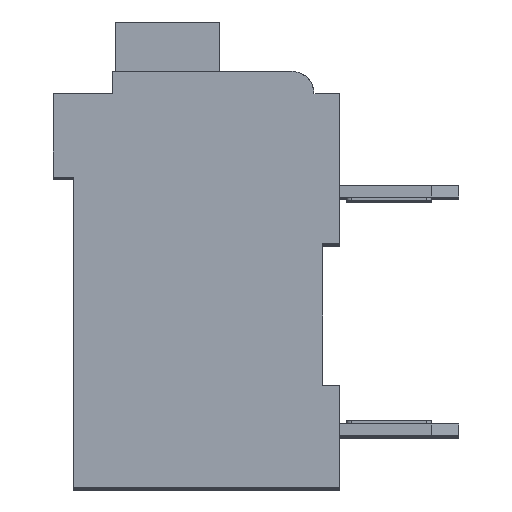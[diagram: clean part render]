
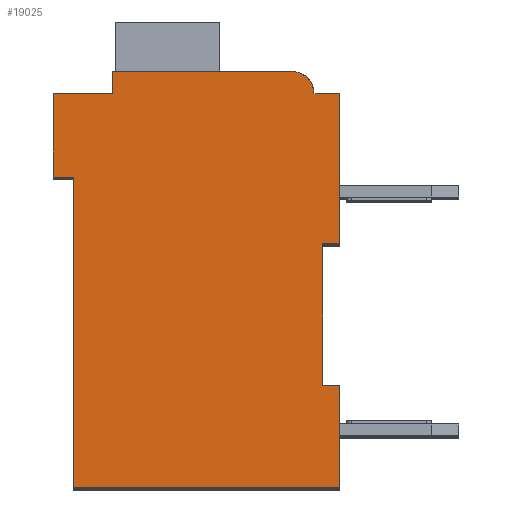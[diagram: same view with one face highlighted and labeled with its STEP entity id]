
A CAD part, top view. The second image highlights one B-rep face of the part: STEP entity #19025.
In plain terms, the highlighted planar face has unit normal (0, 0, 1).
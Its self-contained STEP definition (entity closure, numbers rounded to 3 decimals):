
#5810=DIRECTION('',(1.,0.,0.));
#5811=VECTOR('',#5810,0.5);
#5812=CARTESIAN_POINT('',(7.3,7.15,2.1));
#5813=LINE('',#5812,#5811);
#5814=DIRECTION('',(0.,1.,0.));
#5815=VECTOR('',#5814,4.15);
#5816=CARTESIAN_POINT('',(7.3,3.,2.1));
#5817=LINE('',#5816,#5815);
#5818=DIRECTION('',(-1.,0.,0.));
#5819=VECTOR('',#5818,0.5);
#5820=CARTESIAN_POINT('',(7.8,3.,2.1));
#5821=LINE('',#5820,#5819);
#5822=DIRECTION('',(0.,1.,0.));
#5823=VECTOR('',#5822,3.);
#5824=CARTESIAN_POINT('',(7.8,0.,2.1));
#5825=LINE('',#5824,#5823);
#5826=DIRECTION('',(1.,0.,0.));
#5827=VECTOR('',#5826,7.8);
#5828=CARTESIAN_POINT('',(0.,0.,2.1));
#5829=LINE('',#5828,#5827);
#5830=DIRECTION('',(0.,-1.,0.));
#5831=VECTOR('',#5830,9.1);
#5832=CARTESIAN_POINT('',(0.,9.1,2.1));
#5833=LINE('',#5832,#5831);
#5834=DIRECTION('',(1.,0.,0.));
#5835=VECTOR('',#5834,0.6);
#5836=CARTESIAN_POINT('',(-0.6,9.1,2.1));
#5837=LINE('',#5836,#5835);
#5838=DIRECTION('',(0.,-1.,0.));
#5839=VECTOR('',#5838,2.45);
#5840=CARTESIAN_POINT('',(-0.6,11.55,2.1));
#5841=LINE('',#5840,#5839);
#5842=DIRECTION('',(-1.,0.,0.));
#5843=VECTOR('',#5842,1.75);
#5844=CARTESIAN_POINT('',(1.15,11.55,2.1));
#5845=LINE('',#5844,#5843);
#5846=DIRECTION('',(0.,-1.,0.));
#5847=VECTOR('',#5846,0.65);
#5848=CARTESIAN_POINT('',(1.15,12.2,2.1));
#5849=LINE('',#5848,#5847);
#5850=DIRECTION('',(-1.,0.,0.));
#5851=VECTOR('',#5850,5.25);
#5852=CARTESIAN_POINT('',(6.4,12.2,2.1));
#5853=LINE('',#5852,#5851);
#5854=CARTESIAN_POINT('',(6.4,11.55,2.1));
#5855=DIRECTION('',(0.,0.,1.));
#5856=DIRECTION('',(1.,0.,0.));
#5857=AXIS2_PLACEMENT_3D('',#5854,#5855,#5856);
#5859=DIRECTION('',(-1.,0.,0.));
#5860=VECTOR('',#5859,0.75);
#5861=CARTESIAN_POINT('',(7.8,11.55,2.1));
#5862=LINE('',#5861,#5860);
#5863=DIRECTION('',(0.,1.,0.));
#5864=VECTOR('',#5863,4.4);
#5865=CARTESIAN_POINT('',(7.8,7.15,2.1));
#5866=LINE('',#5865,#5864);
#9209=CARTESIAN_POINT('',(7.3,7.15,2.1));
#9210=CARTESIAN_POINT('',(7.8,7.15,2.1));
#9211=VERTEX_POINT('',#9209);
#9212=VERTEX_POINT('',#9210);
#9213=CARTESIAN_POINT('',(7.8,11.55,2.1));
#9214=VERTEX_POINT('',#9213);
#9215=CARTESIAN_POINT('',(7.05,11.55,2.1));
#9216=VERTEX_POINT('',#9215);
#9217=CARTESIAN_POINT('',(6.4,12.2,2.1));
#9218=VERTEX_POINT('',#9217);
#9219=CARTESIAN_POINT('',(1.15,12.2,2.1));
#9220=VERTEX_POINT('',#9219);
#9221=CARTESIAN_POINT('',(1.15,11.55,2.1));
#9222=VERTEX_POINT('',#9221);
#9223=CARTESIAN_POINT('',(-0.6,11.55,2.1));
#9224=VERTEX_POINT('',#9223);
#9225=CARTESIAN_POINT('',(-0.6,9.1,2.1));
#9226=VERTEX_POINT('',#9225);
#9227=CARTESIAN_POINT('',(0.,9.1,2.1));
#9228=VERTEX_POINT('',#9227);
#9229=CARTESIAN_POINT('',(0.,0.,2.1));
#9230=VERTEX_POINT('',#9229);
#9231=CARTESIAN_POINT('',(7.8,0.,2.1));
#9232=VERTEX_POINT('',#9231);
#9233=CARTESIAN_POINT('',(7.8,3.,2.1));
#9234=VERTEX_POINT('',#9233);
#9235=CARTESIAN_POINT('',(7.3,3.,2.1));
#9236=VERTEX_POINT('',#9235);
#19004=CARTESIAN_POINT('',(0.,0.,2.1));
#19005=DIRECTION('',(0.,0.,1.));
#19006=DIRECTION('',(1.,0.,0.));
#19007=AXIS2_PLACEMENT_3D('',#19004,#19005,#19006);
#19008=PLANE('',#19007);
#19009=ORIENTED_EDGE('',*,*,#12118,.F.);
#19010=ORIENTED_EDGE('',*,*,#12598,.F.);
#19011=ORIENTED_EDGE('',*,*,#16004,.F.);
#19012=ORIENTED_EDGE('',*,*,#16239,.F.);
#19013=ORIENTED_EDGE('',*,*,#16518,.F.);
#19014=ORIENTED_EDGE('',*,*,#16895,.F.);
#19015=ORIENTED_EDGE('',*,*,#17076,.F.);
#19016=ORIENTED_EDGE('',*,*,#17235,.F.);
#19017=ORIENTED_EDGE('',*,*,#17473,.F.);
#19018=ORIENTED_EDGE('',*,*,#17944,.F.);
#19019=ORIENTED_EDGE('',*,*,#18308,.F.);
#19020=ORIENTED_EDGE('',*,*,#17524,.F.);
#19021=ORIENTED_EDGE('',*,*,#17805,.F.);
#19022=ORIENTED_EDGE('',*,*,#12493,.F.);
#19023=EDGE_LOOP('',(#19009,#19010,#19011,#19012,#19013,#19014,#19015,#19016,
#19017,#19018,#19019,#19020,#19021,#19022));
#19024=FACE_OUTER_BOUND('',#19023,.F.);
#5858=CIRCLE('',#5857,0.65);
#12118=EDGE_CURVE('',#9211,#9212,#5813,.T.);
#12493=EDGE_CURVE('',#9212,#9214,#5866,.T.);
#12598=EDGE_CURVE('',#9236,#9211,#5817,.T.);
#16004=EDGE_CURVE('',#9234,#9236,#5821,.T.);
#16239=EDGE_CURVE('',#9232,#9234,#5825,.T.);
#16518=EDGE_CURVE('',#9230,#9232,#5829,.T.);
#16895=EDGE_CURVE('',#9228,#9230,#5833,.T.);
#17076=EDGE_CURVE('',#9226,#9228,#5837,.T.);
#17235=EDGE_CURVE('',#9224,#9226,#5841,.T.);
#17473=EDGE_CURVE('',#9222,#9224,#5845,.T.);
#17524=EDGE_CURVE('',#9216,#9218,#5858,.T.);
#17805=EDGE_CURVE('',#9214,#9216,#5862,.T.);
#17944=EDGE_CURVE('',#9220,#9222,#5849,.T.);
#18308=EDGE_CURVE('',#9218,#9220,#5853,.T.);
#19025=ADVANCED_FACE('',(#19024),#19008,.T.);
